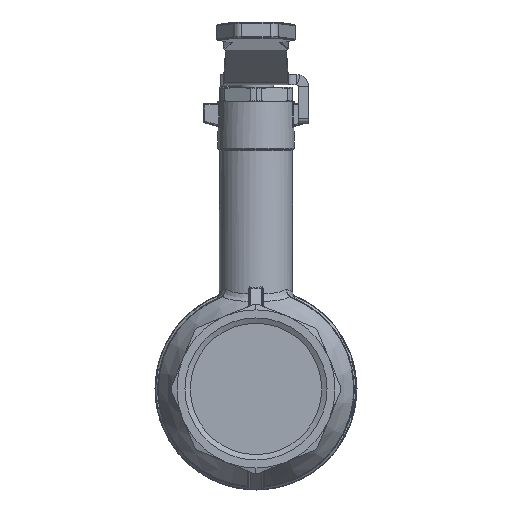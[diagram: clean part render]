
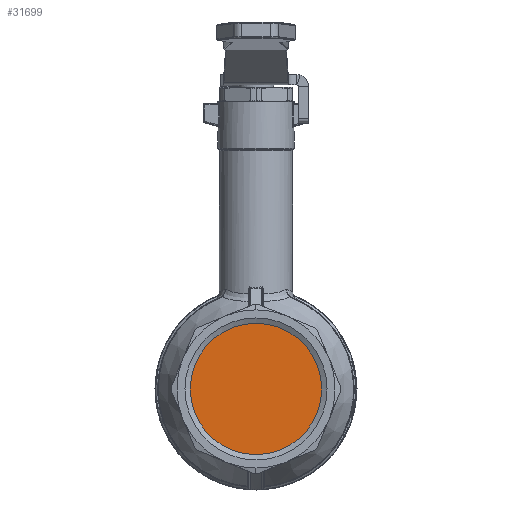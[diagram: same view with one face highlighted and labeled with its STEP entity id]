
A CAD part, left-side view. The second image highlights one B-rep face of the part: STEP entity #31699.
In plain terms, the highlighted planar face has unit normal (-1, 0, 0).
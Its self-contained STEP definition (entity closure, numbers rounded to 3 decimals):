
#7548=CARTESIAN_POINT('',(-29.,0.,22.423));
#7549=VERTEX_POINT('',#7548);
#7558=CARTESIAN_POINT('',(-29.,-0.,-22.423));
#7559=VERTEX_POINT('',#7558);
#7560=CARTESIAN_POINT('',(-29.,-0.,-0.));
#7561=DIRECTION('',(-1.,-0.,0.));
#7562=DIRECTION('',(0.,0.,1.));
#7563=AXIS2_PLACEMENT_3D('',#7560,#7561,#7562);
#7564=CIRCLE('',#7563,22.423);
#7565=EDGE_CURVE('',#7559,#7549,#7564,.T.);
#7567=CARTESIAN_POINT('',(-29.,-0.,-0.));
#7568=DIRECTION('',(-1.,-0.,0.));
#7569=DIRECTION('',(0.,0.,1.));
#7570=AXIS2_PLACEMENT_3D('',#7567,#7568,#7569);
#7571=CIRCLE('',#7570,22.423);
#7572=EDGE_CURVE('',#7549,#7559,#7571,.T.);
#31690=CARTESIAN_POINT('',(-29.,0.,20.711));
#31691=DIRECTION('',(1.,0.,0.));
#31692=DIRECTION('',(0.,0.,1.));
#31693=AXIS2_PLACEMENT_3D('',#31690,#31691,#31692);
#31694=PLANE('',#31693);
#31695=ORIENTED_EDGE('',*,*,#7565,.T.);
#31696=ORIENTED_EDGE('',*,*,#7572,.T.);
#31697=EDGE_LOOP('',(#31695,#31696));
#31698=FACE_BOUND('',#31697,.T.);
#31699=ADVANCED_FACE('',(#31698),#31694,.F.);
